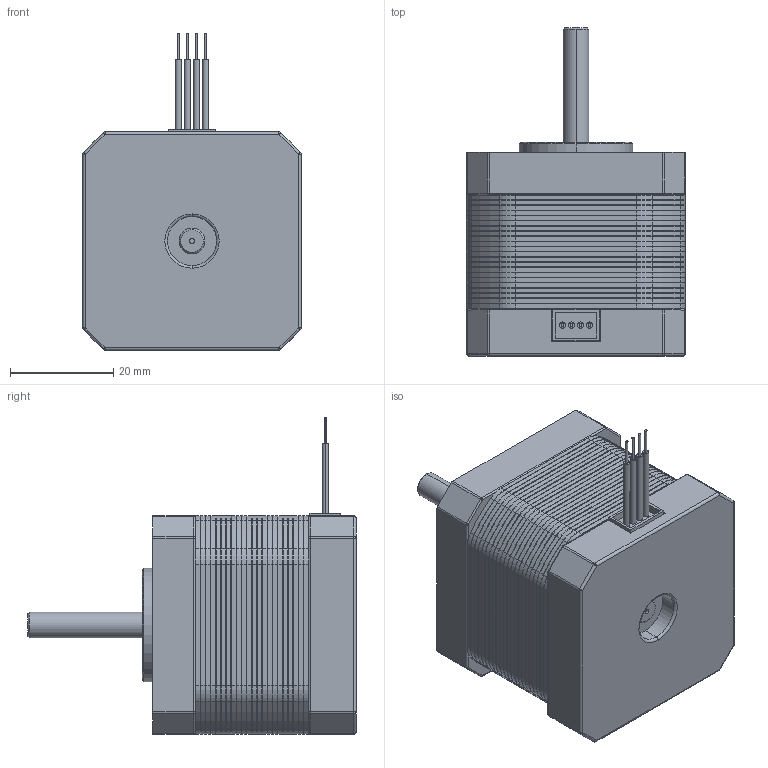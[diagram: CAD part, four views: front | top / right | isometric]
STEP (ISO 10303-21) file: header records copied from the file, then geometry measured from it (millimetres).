
FILE_DESCRIPTION (( 'STEP AP214' ), '1' );
FILE_NAME ('Nema 17 Stepper Motor length 40mm.STEP', '2017-12-11T21:53:20', ( '' ), ( '' ), 'SwSTEP 2.0', 'SolidWorks 2016', '' );
FILE_SCHEMA (( 'AUTOMOTIVE_DESIGN' ));
Length unit declared in the file: millimetre
Products named in the file (1): Nema 17  Stepper Motor length 40mm
Bounding box: 42.3 x 63.6 x 61.3 mm (x, y, z)
Volume: 68238.6 mm3; surface area: 88407.3 mm2
Topology: 33 solids, 33 shells, 1290 faces, 2869 edges, 1648 vertices
Faces by surface type: cone 542, plane 369, cylinder 351, torus 20, sphere 8
Entity records: 47775 total; most frequent: DIRECTION 6711, CARTESIAN_POINT 5800, ORIENTED_EDGE 5722, EDGE_CURVE 2861, AXIS2_PLACEMENT_3D 2559, VERTEX_POINT 1648, VECTOR 1593, LINE 1593
